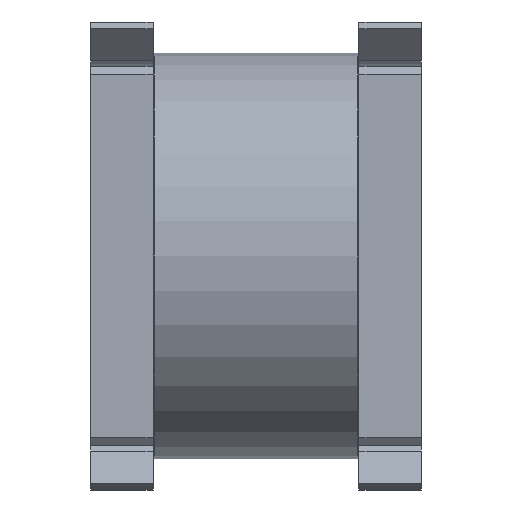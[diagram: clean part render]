
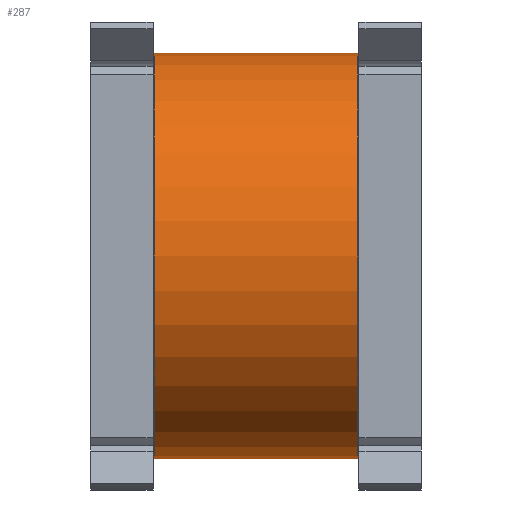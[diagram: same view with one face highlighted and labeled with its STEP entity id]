
A CAD part, left-side view. The second image highlights one B-rep face of the part: STEP entity #287.
In plain terms, the highlighted cylindrical face has radius 32.5 mm (diameter 65 mm), a partial arc.
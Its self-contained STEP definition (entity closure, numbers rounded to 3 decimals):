
#77 = EDGE_CURVE ( 'NONE', #82, #140, #1957, .T. ) ;
#82 = VERTEX_POINT ( 'NONE', #504 ) ;
#98 = DIRECTION ( 'NONE',  ( 0., 0., -1. ) ) ;
#140 = VERTEX_POINT ( 'NONE', #850 ) ;
#193 = EDGE_LOOP ( 'NONE', ( #2097, #384, #1560, #2401 ) ) ;
#287 = ADVANCED_FACE ( 'NONE', ( #2212 ), #1260, .T. ) ;
#384 = ORIENTED_EDGE ( 'NONE', *, *, #2110, .T. ) ;
#504 = CARTESIAN_POINT ( 'NONE',  ( 0., 16.3, 32.5 ) ) ;
#591 = VERTEX_POINT ( 'NONE', #1999 ) ;
#605 = AXIS2_PLACEMENT_3D ( 'NONE', #684, #1590, #98 ) ;
#680 = VECTOR ( 'NONE', #1365, 1000. ) ;
#682 = VERTEX_POINT ( 'NONE', #1311 ) ;
#684 = CARTESIAN_POINT ( 'NONE',  ( 0., 16.3, 0. ) ) ;
#734 = CARTESIAN_POINT ( 'NONE',  ( 0., 0., 0. ) ) ;
#735 = EDGE_CURVE ( 'NONE', #140, #591, #1091, .T. ) ;
#744 = DIRECTION ( 'NONE',  ( 0., -1., 0. ) ) ;
#850 = CARTESIAN_POINT ( 'NONE',  ( 0., -16.3, 32.5 ) ) ;
#1041 = LINE ( 'NONE', #1772, #680 ) ;
#1091 = CIRCLE ( 'NONE', #2027, 32.5 ) ;
#1260 = CYLINDRICAL_SURFACE ( 'NONE', #2373, 32.5 ) ;
#1311 = CARTESIAN_POINT ( 'NONE',  ( 0., 16.3, -32.5 ) ) ;
#1365 = DIRECTION ( 'NONE',  ( 0., -1., 0. ) ) ;
#1455 = DIRECTION ( 'NONE',  ( 0., 0., 1. ) ) ;
#1560 = ORIENTED_EDGE ( 'NONE', *, *, #735, .F. ) ;
#1590 = DIRECTION ( 'NONE',  ( 0., 1., 0. ) ) ;
#1695 = DIRECTION ( 'NONE',  ( 0., 0., -1. ) ) ;
#1704 = EDGE_CURVE ( 'NONE', #682, #82, #1840, .T. ) ;
#1747 = CARTESIAN_POINT ( 'NONE',  ( 0., 0., 32.5 ) ) ;
#1772 = CARTESIAN_POINT ( 'NONE',  ( 0., 0., -32.5 ) ) ;
#1840 = CIRCLE ( 'NONE', #605, 32.5 ) ;
#1957 = LINE ( 'NONE', #1747, #2057 ) ;
#1999 = CARTESIAN_POINT ( 'NONE',  ( 0., -16.3, -32.5 ) ) ;
#2027 = AXIS2_PLACEMENT_3D ( 'NONE', #2055, #2088, #1695 ) ;
#2055 = CARTESIAN_POINT ( 'NONE',  ( 0., -16.3, 0. ) ) ;
#2057 = VECTOR ( 'NONE', #2359, 1000. ) ;
#2088 = DIRECTION ( 'NONE',  ( 0., -1., 0. ) ) ;
#2097 = ORIENTED_EDGE ( 'NONE', *, *, #1704, .F. ) ;
#2110 = EDGE_CURVE ( 'NONE', #682, #591, #1041, .T. ) ;
#2212 = FACE_OUTER_BOUND ( 'NONE', #193, .T. ) ;
#2359 = DIRECTION ( 'NONE',  ( 0., -1., 0. ) ) ;
#2373 = AXIS2_PLACEMENT_3D ( 'NONE', #734, #744, #1455 ) ;
#2401 = ORIENTED_EDGE ( 'NONE', *, *, #77, .F. ) ;
